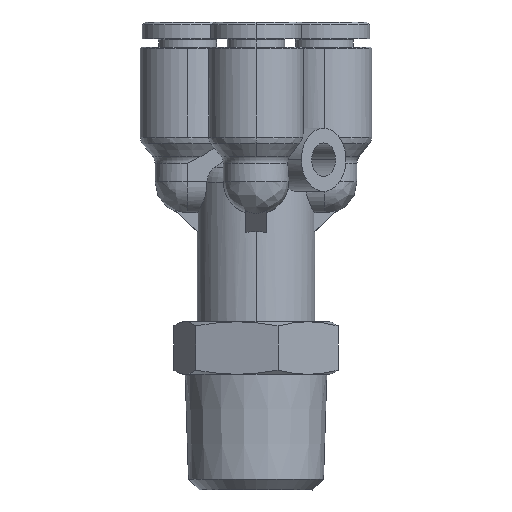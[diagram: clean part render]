
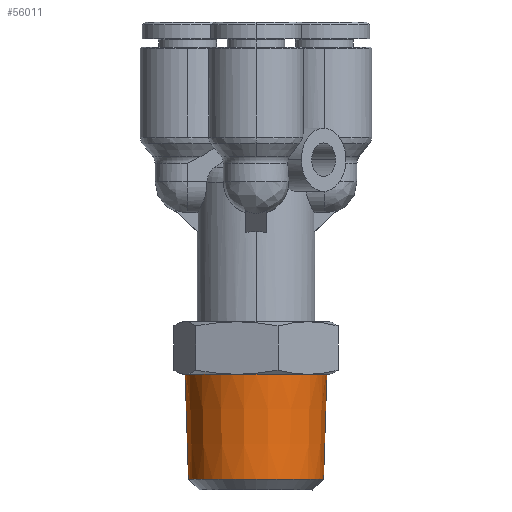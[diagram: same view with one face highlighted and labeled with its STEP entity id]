
A CAD part, front view. The second image highlights one B-rep face of the part: STEP entity #56011.
In plain terms, the highlighted conical face has half-angle 1.791 degrees and reference radius 6.734 mm.
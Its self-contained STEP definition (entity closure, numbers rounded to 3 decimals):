
#5322 = CARTESIAN_POINT ( 'NONE',  ( 23.368, 0., -28.711 ) ) ;
#6758 = CARTESIAN_POINT ( 'NONE',  ( 23.368, 0., -15.242 ) ) ;
#8005 = LINE ( 'NONE', #25603, #51827 ) ;
#9540 = DIRECTION ( 'NONE',  ( 0., 0., 1. ) ) ;
#10163 = CONICAL_SURFACE ( 'NONE', #54012, 6.734, 0.031 ) ;
#11231 = EDGE_CURVE ( 'NONE', #51202, #16719, #8005, .T. ) ;
#12274 = CARTESIAN_POINT ( 'NONE',  ( 33.368, 0., -21.976 ) ) ;
#16719 = VERTEX_POINT ( 'NONE', #6758 ) ;
#17325 = EDGE_LOOP ( 'NONE', ( #27520, #26840, #55266, #51065 ) ) ;
#18319 = CARTESIAN_POINT ( 'NONE',  ( 23.368, 0., -21.976 ) ) ;
#20866 = DIRECTION ( 'NONE',  ( 0., -0.707, 0.707 ) ) ;
#22709 = DIRECTION ( 'NONE',  ( -1., 0., -0.031 ) ) ;
#25603 = CARTESIAN_POINT ( 'NONE',  ( 23.368, 0., -15.242 ) ) ;
#26840 = ORIENTED_EDGE ( 'NONE', *, *, #31409, .T. ) ;
#27520 = ORIENTED_EDGE ( 'NONE', *, *, #51886, .F. ) ;
#28202 = DIRECTION ( 'NONE',  ( 0., 0., 1. ) ) ;
#29952 = AXIS2_PLACEMENT_3D ( 'NONE', #49489, #36820, #28202 ) ;
#31409 = EDGE_CURVE ( 'NONE', #51077, #51202, #56849, .T. ) ;
#32634 = VECTOR ( 'NONE', #22709, 1000. ) ;
#35022 = CARTESIAN_POINT ( 'NONE',  ( 23.368, 0., -28.711 ) ) ;
#36820 = DIRECTION ( 'NONE',  ( 1., 0., 0. ) ) ;
#42920 = DIRECTION ( 'NONE',  ( -1., 0., 0. ) ) ;
#44037 = CARTESIAN_POINT ( 'NONE',  ( 33.368, 0., -15.555 ) ) ;
#45773 = FACE_OUTER_BOUND ( 'NONE', #17325, .T. ) ;
#46513 = AXIS2_PLACEMENT_3D ( 'NONE', #12274, #42920, #20866 ) ;
#48822 = DIRECTION ( 'NONE',  ( -1., 0., 0. ) ) ;
#48938 = CIRCLE ( 'NONE', #29952, 6.734 ) ;
#49489 = CARTESIAN_POINT ( 'NONE',  ( 23.368, 0., -21.976 ) ) ;
#50882 = EDGE_CURVE ( 'NONE', #16719, #54394, #48938, .T. ) ;
#51065 = ORIENTED_EDGE ( 'NONE', *, *, #50882, .T. ) ;
#51077 = VERTEX_POINT ( 'NONE', #51862 ) ;
#51202 = VERTEX_POINT ( 'NONE', #44037 ) ;
#51827 = VECTOR ( 'NONE', #56191, 1000. ) ;
#51862 = CARTESIAN_POINT ( 'NONE',  ( 33.368, 0., -28.398 ) ) ;
#51886 = EDGE_CURVE ( 'NONE', #51077, #54394, #55843, .T. ) ;
#54012 = AXIS2_PLACEMENT_3D ( 'NONE', #18319, #48822, #9540 ) ;
#54394 = VERTEX_POINT ( 'NONE', #35022 ) ;
#55266 = ORIENTED_EDGE ( 'NONE', *, *, #11231, .T. ) ;
#55843 = LINE ( 'NONE', #5322, #32634 ) ;
#56011 = ADVANCED_FACE ( 'NONE', ( #45773 ), #10163, .T. ) ;
#56191 = DIRECTION ( 'NONE',  ( -1., 0., 0.031 ) ) ;
#56849 = CIRCLE ( 'NONE', #46513, 6.422 ) ;
